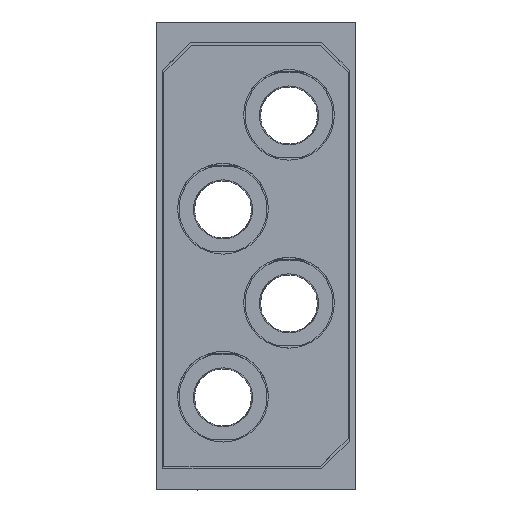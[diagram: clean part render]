
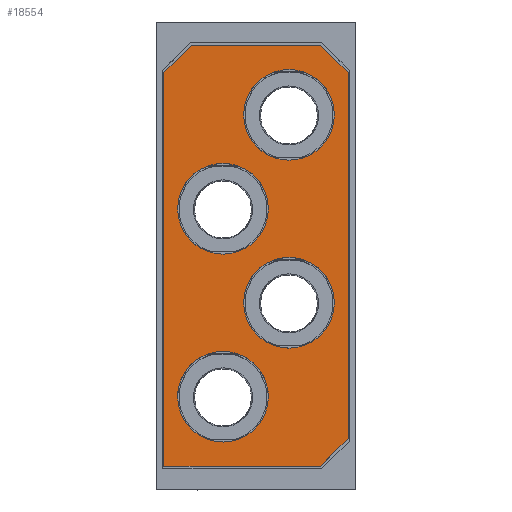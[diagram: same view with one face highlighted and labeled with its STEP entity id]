
A CAD part, top view. The second image highlights one B-rep face of the part: STEP entity #18554.
In plain terms, the highlighted planar face has unit normal (0, 0, 1).
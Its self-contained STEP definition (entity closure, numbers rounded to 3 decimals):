
#16856=AXIS2_PLACEMENT_3D('Circle Axis2P3D',#16854,#16855,$) ;
#17163=AXIS2_PLACEMENT_3D('Circle Axis2P3D',#17161,#17162,$) ;
#17377=AXIS2_PLACEMENT_3D('Circle Axis2P3D',#17375,#17376,$) ;
#17624=AXIS2_PLACEMENT_3D('Circle Axis2P3D',#17622,#17623,$) ;
#17779=AXIS2_PLACEMENT_3D('Circle Axis2P3D',#17777,#17778,$) ;
#17919=AXIS2_PLACEMENT_3D('Circle Axis2P3D',#17917,#17918,$) ;
#18133=AXIS2_PLACEMENT_3D('Circle Axis2P3D',#18131,#18132,$) ;
#18527=AXIS2_PLACEMENT_3D('Plane Axis2P3D',#18524,#18525,#18526) ;
#16207=CARTESIAN_POINT('Vertex',(0.55,1.7,48.1)) ;
#16210=CARTESIAN_POINT('Line Origine',(0.55,16.,48.1)) ;
#16214=CARTESIAN_POINT('Vertex',(0.55,30.3,48.1)) ;
#16250=CARTESIAN_POINT('Line Origine',(1.55,31.3,48.1)) ;
#16254=CARTESIAN_POINT('Vertex',(2.55,32.3,48.1)) ;
#16278=CARTESIAN_POINT('Vertex',(11.95,32.3,48.1)) ;
#16281=CARTESIAN_POINT('Line Origine',(7.25,32.3,48.1)) ;
#16298=CARTESIAN_POINT('Line Origine',(12.95,31.3,48.1)) ;
#16302=CARTESIAN_POINT('Vertex',(13.95,30.3,48.1)) ;
#16326=CARTESIAN_POINT('Vertex',(13.95,3.7,48.1)) ;
#16423=CARTESIAN_POINT('Line Origine',(13.95,17.,48.1)) ;
#16586=CARTESIAN_POINT('Line Origine',(12.95,2.7,48.1)) ;
#16590=CARTESIAN_POINT('Vertex',(11.95,1.7,48.1)) ;
#16610=CARTESIAN_POINT('Line Origine',(6.25,1.7,48.1)) ;
#16810=CARTESIAN_POINT('Vertex',(8.15,6.75,48.1)) ;
#16851=CARTESIAN_POINT('Vertex',(1.55,6.75,48.1)) ;
#16854=CARTESIAN_POINT('Axis2P3D Location',(4.85,6.75,48.1)) ;
#17010=CARTESIAN_POINT('Control Point',(1.55,6.75,48.1)) ;
#17011=CARTESIAN_POINT('Control Point',(1.55,7.268,48.1)) ;
#17012=CARTESIAN_POINT('Control Point',(1.652,7.787,48.1)) ;
#17013=CARTESIAN_POINT('Control Point',(1.855,8.278,48.1)) ;
#17014=CARTESIAN_POINT('Control Point',(2.445,9.155,48.1)) ;
#17015=CARTESIAN_POINT('Control Point',(3.322,9.745,48.1)) ;
#17016=CARTESIAN_POINT('Control Point',(3.813,9.948,48.1)) ;
#17017=CARTESIAN_POINT('Control Point',(4.85,10.152,48.1)) ;
#17018=CARTESIAN_POINT('Control Point',(5.887,9.948,48.1)) ;
#17019=CARTESIAN_POINT('Control Point',(6.378,9.745,48.1)) ;
#17020=CARTESIAN_POINT('Control Point',(7.255,9.155,48.1)) ;
#17021=CARTESIAN_POINT('Control Point',(7.845,8.278,48.1)) ;
#17022=CARTESIAN_POINT('Control Point',(8.048,7.787,48.1)) ;
#17023=CARTESIAN_POINT('Control Point',(8.15,7.268,48.1)) ;
#17024=CARTESIAN_POINT('Control Point',(8.15,6.75,48.1)) ;
#17158=CARTESIAN_POINT('Vertex',(12.95,13.583,48.1)) ;
#17161=CARTESIAN_POINT('Axis2P3D Location',(9.65,13.583,48.1)) ;
#17165=CARTESIAN_POINT('Vertex',(6.35,13.583,48.1)) ;
#17375=CARTESIAN_POINT('Axis2P3D Location',(9.65,13.583,48.1)) ;
#17578=CARTESIAN_POINT('Vertex',(8.15,20.418,48.1)) ;
#17619=CARTESIAN_POINT('Vertex',(1.55,20.418,48.1)) ;
#17622=CARTESIAN_POINT('Axis2P3D Location',(4.85,20.418,48.1)) ;
#17777=CARTESIAN_POINT('Axis2P3D Location',(4.85,20.418,48.1)) ;
#17914=CARTESIAN_POINT('Vertex',(12.95,27.25,48.1)) ;
#17917=CARTESIAN_POINT('Axis2P3D Location',(9.65,27.25,48.1)) ;
#17921=CARTESIAN_POINT('Vertex',(6.35,27.25,48.1)) ;
#18131=CARTESIAN_POINT('Axis2P3D Location',(9.65,27.25,48.1)) ;
#18524=CARTESIAN_POINT('Axis2P3D Location',(10.925,17.,48.1)) ;
#16211=DIRECTION('Vector Direction',(0.,-1.,0.)) ;
#16251=DIRECTION('Vector Direction',(-0.707,-0.707,0.)) ;
#16282=DIRECTION('Vector Direction',(-1.,0.,0.)) ;
#16299=DIRECTION('Vector Direction',(-0.707,0.707,0.)) ;
#16424=DIRECTION('Vector Direction',(0.,1.,0.)) ;
#16587=DIRECTION('Vector Direction',(0.707,0.707,0.)) ;
#16611=DIRECTION('Vector Direction',(1.,0.,0.)) ;
#16855=DIRECTION('Axis2P3D Direction',(0.,0.,1.)) ;
#17162=DIRECTION('Axis2P3D Direction',(0.,0.,1.)) ;
#17376=DIRECTION('Axis2P3D Direction',(0.,0.,1.)) ;
#17623=DIRECTION('Axis2P3D Direction',(0.,0.,1.)) ;
#17778=DIRECTION('Axis2P3D Direction',(0.,0.,1.)) ;
#17918=DIRECTION('Axis2P3D Direction',(0.,0.,1.)) ;
#18132=DIRECTION('Axis2P3D Direction',(0.,0.,1.)) ;
#18525=DIRECTION('Axis2P3D Direction',(0.,0.,1.)) ;
#18526=DIRECTION('Axis2P3D XDirection',(-1.,0.,0.)) ;
#16212=VECTOR('Line Direction',#16211,1.) ;
#16252=VECTOR('Line Direction',#16251,1.) ;
#16283=VECTOR('Line Direction',#16282,1.) ;
#16300=VECTOR('Line Direction',#16299,1.) ;
#16425=VECTOR('Line Direction',#16424,1.) ;
#16588=VECTOR('Line Direction',#16587,1.) ;
#16612=VECTOR('Line Direction',#16611,1.) ;
#18530=ORIENTED_EDGE('',*,*,#16427,.T.) ;
#18531=ORIENTED_EDGE('',*,*,#16304,.T.) ;
#18532=ORIENTED_EDGE('',*,*,#16285,.T.) ;
#18533=ORIENTED_EDGE('',*,*,#16256,.T.) ;
#18534=ORIENTED_EDGE('',*,*,#16216,.T.) ;
#18535=ORIENTED_EDGE('',*,*,#16614,.T.) ;
#18536=ORIENTED_EDGE('',*,*,#16592,.T.) ;
#18539=ORIENTED_EDGE('',*,*,#17025,.T.) ;
#18540=ORIENTED_EDGE('',*,*,#16858,.T.) ;
#18543=ORIENTED_EDGE('',*,*,#17167,.T.) ;
#18544=ORIENTED_EDGE('',*,*,#17379,.T.) ;
#18547=ORIENTED_EDGE('',*,*,#17781,.T.) ;
#18548=ORIENTED_EDGE('',*,*,#17626,.T.) ;
#18551=ORIENTED_EDGE('',*,*,#17923,.T.) ;
#18552=ORIENTED_EDGE('',*,*,#18135,.T.) ;
#18541=FACE_BOUND('',#18538,.T.) ;
#18545=FACE_BOUND('',#18542,.T.) ;
#18549=FACE_BOUND('',#18546,.T.) ;
#18553=FACE_BOUND('',#18550,.T.) ;
#18554=ADVANCED_FACE('Hauptkoerper',(#18537,#18541,#18545,#18549,#18553),#18528,.T.) ;
#17009=B_SPLINE_CURVE_WITH_KNOTS('',5,(#17010,#17011,#17012,#17013,#17014,#17015,#17016,#17017,#17018,#17019,#17020,#17021,#17022,#17023,#17024),.UNSPECIFIED.,.F.,.U.,(6,3,3,3,6),(-5.184,-2.592,0.,2.592,5.184),.UNSPECIFIED.) ;
#16857=CIRCLE('generated circle',#16856,3.3) ;
#17164=CIRCLE('generated circle',#17163,3.3) ;
#17378=CIRCLE('generated circle',#17377,3.3) ;
#17625=CIRCLE('generated circle',#17624,3.3) ;
#17780=CIRCLE('generated circle',#17779,3.3) ;
#17920=CIRCLE('generated circle',#17919,3.3) ;
#18134=CIRCLE('generated circle',#18133,3.3) ;
#16216=EDGE_CURVE('',#16215,#16208,#16213,.T.) ;
#16256=EDGE_CURVE('',#16255,#16215,#16253,.T.) ;
#16285=EDGE_CURVE('',#16279,#16255,#16284,.T.) ;
#16304=EDGE_CURVE('',#16303,#16279,#16301,.T.) ;
#16427=EDGE_CURVE('',#16327,#16303,#16426,.T.) ;
#16592=EDGE_CURVE('',#16591,#16327,#16589,.T.) ;
#16614=EDGE_CURVE('',#16208,#16591,#16613,.T.) ;
#16858=EDGE_CURVE('',#16811,#16852,#16857,.F.) ;
#17025=EDGE_CURVE('',#16852,#16811,#17009,.T.) ;
#17167=EDGE_CURVE('',#17166,#17159,#17164,.F.) ;
#17379=EDGE_CURVE('',#17159,#17166,#17378,.F.) ;
#17626=EDGE_CURVE('',#17579,#17620,#17625,.F.) ;
#17781=EDGE_CURVE('',#17620,#17579,#17780,.F.) ;
#17923=EDGE_CURVE('',#17922,#17915,#17920,.F.) ;
#18135=EDGE_CURVE('',#17915,#17922,#18134,.F.) ;
#18529=EDGE_LOOP('',(#18530,#18531,#18532,#18533,#18534,#18535,#18536)) ;
#18538=EDGE_LOOP('',(#18539,#18540)) ;
#18542=EDGE_LOOP('',(#18543,#18544)) ;
#18546=EDGE_LOOP('',(#18547,#18548)) ;
#18550=EDGE_LOOP('',(#18551,#18552)) ;
#18537=FACE_OUTER_BOUND('',#18529,.T.) ;
#16213=LINE('Line',#16210,#16212) ;
#16253=LINE('Line',#16250,#16252) ;
#16284=LINE('Line',#16281,#16283) ;
#16301=LINE('Line',#16298,#16300) ;
#16426=LINE('Line',#16423,#16425) ;
#16589=LINE('Line',#16586,#16588) ;
#16613=LINE('Line',#16610,#16612) ;
#18528=PLANE('',#18527) ;
#16208=VERTEX_POINT('',#16207) ;
#16215=VERTEX_POINT('',#16214) ;
#16255=VERTEX_POINT('',#16254) ;
#16279=VERTEX_POINT('',#16278) ;
#16303=VERTEX_POINT('',#16302) ;
#16327=VERTEX_POINT('',#16326) ;
#16591=VERTEX_POINT('',#16590) ;
#16811=VERTEX_POINT('',#16810) ;
#16852=VERTEX_POINT('',#16851) ;
#17159=VERTEX_POINT('',#17158) ;
#17166=VERTEX_POINT('',#17165) ;
#17579=VERTEX_POINT('',#17578) ;
#17620=VERTEX_POINT('',#17619) ;
#17915=VERTEX_POINT('',#17914) ;
#17922=VERTEX_POINT('',#17921) ;
